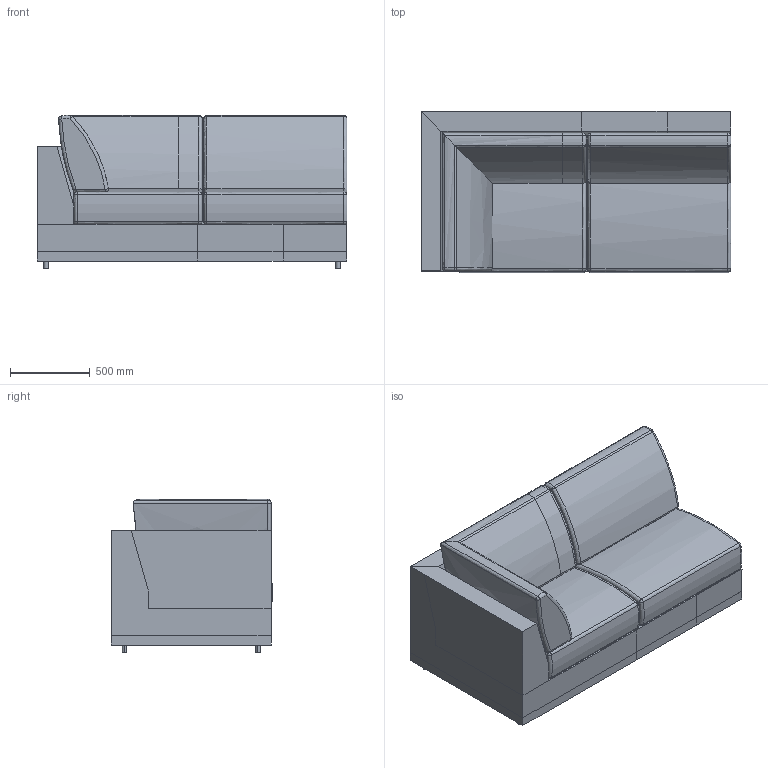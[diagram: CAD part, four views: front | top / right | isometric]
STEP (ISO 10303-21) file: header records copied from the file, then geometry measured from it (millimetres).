
FILE_DESCRIPTION(/* description */ (''),/* implementation_level */ '2;1');
FILE_NAME(/* name */ '810 Fly angolo 198',/* time_stamp */ '2013-10-18T09:23:51+02:00',/* author */ (''),/* organization */ (''),/* preprocessor_version */ 'ST-DEVELOPER v10',/* originating_system */ '',/* authorisation */ '');
FILE_SCHEMA (('CONFIG_CONTROL_DESIGN'));
Length unit declared in the file: millimetre
Products named in the file (1): 1
Bounding box: 1940 x 1009.9 x 960.3 mm (x, y, z)
Volume: 1197597991.6 mm3; surface area: 15425121.2 mm2
Topology: 10 solids, 10 shells, 191 faces, 370 edges, 199 vertices
Faces by surface type: bspline 191
Entity records: 6400 total; most frequent: CARTESIAN_POINT 4195, ORIENTED_EDGE 740, EDGE_CURVE 370, VERTEX_POINT 199, ADVANCED_FACE 191, FACE_OUTER_BOUND 191, EDGE_LOOP 191, B_SPLINE_CURVE_WITH_KNOTS 139
